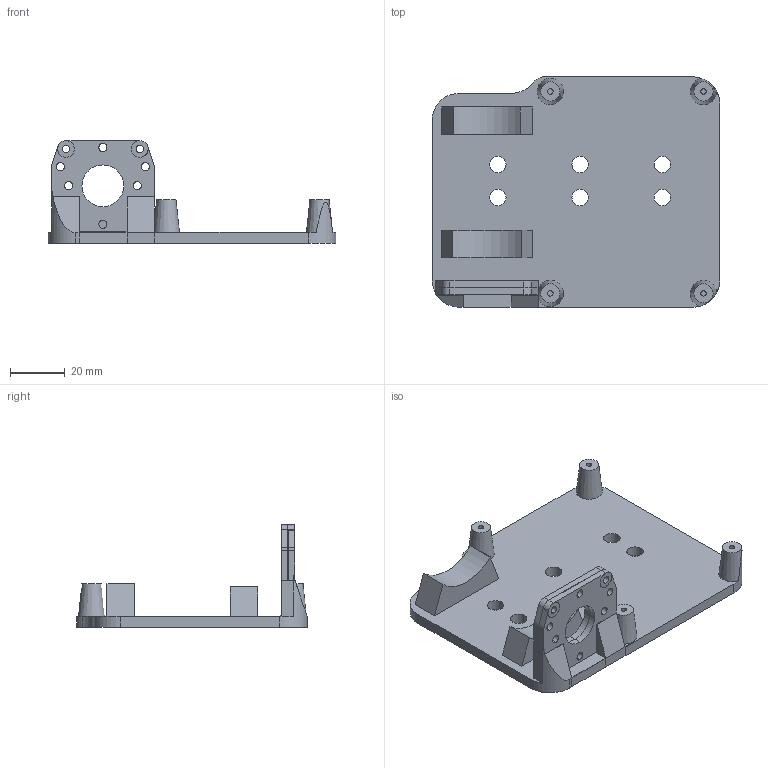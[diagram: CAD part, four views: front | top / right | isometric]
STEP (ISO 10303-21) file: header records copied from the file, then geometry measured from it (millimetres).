
FILE_DESCRIPTION(('FreeCAD Model'),'2;1');
FILE_NAME( 'modbus-dc-motor-slave-case.step', '2019-04-10T15:03:36',('Author'),(''), 'Open CASCADE STEP processor 7.2','FreeCAD','Unknown');
FILE_SCHEMA(('AUTOMOTIVE_DESIGN { 1 0 10303 214 1 1 1 1 }'));
Length unit declared in the file: millimetre
Products named in the file (1): BASE001
Bounding box: 105 x 84 x 37.51 mm (x, y, z)
Volume: 46178.1 mm3; surface area: 24376 mm2
Topology: 1 solids, 1 shells, 155 faces, 397 edges, 253 vertices
Faces by surface type: cylinder 81, plane 70, cone 4
Full cylindrical faces by diameter (mm): 2 x4, 6 x6
Entity records: 11609 total; most frequent: CARTESIAN_POINT 2578, DIRECTION 1472, ORIENTED_EDGE 794, PCURVE 794, DEFINITIONAL_REPRESENTATION 794, LINE 751, VECTOR 751, EDGE_CURVE 397
